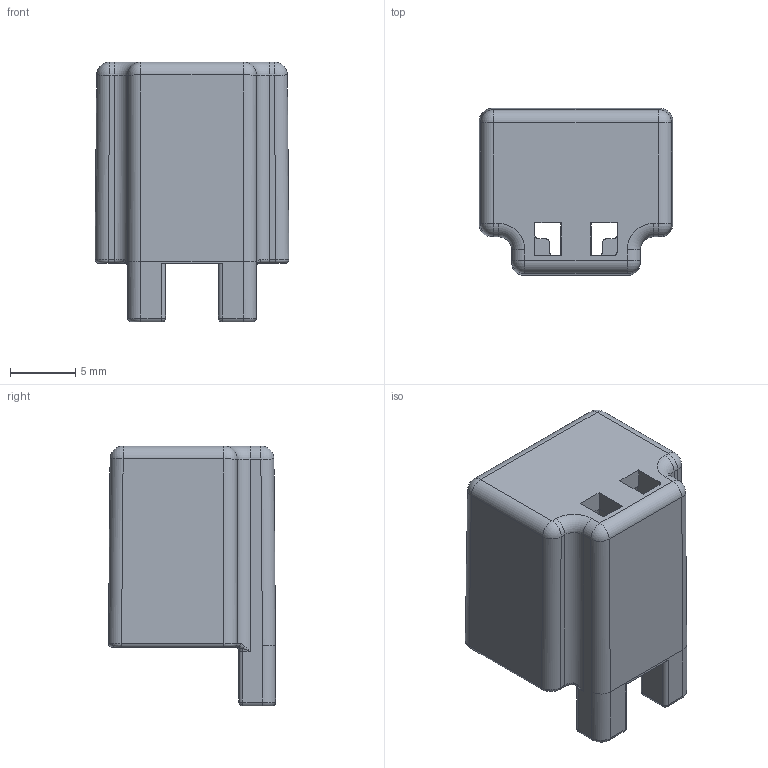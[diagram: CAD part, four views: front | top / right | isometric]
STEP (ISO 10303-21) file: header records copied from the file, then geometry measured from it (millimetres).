
FILE_DESCRIPTION (( 'STEP AP203' ), '1' );
FILE_NAME ('P(090)P20~-e.STEP', '2010-09-21T12:19:20', ( '01180' ), ( 'Yamaichi Electronics Deutschland GmbH' ), 'SwSTEP 2.0', 'SolidWorks 2008', '' );
FILE_SCHEMA (( 'CONFIG_CONTROL_DESIGN' ));
Length unit declared in the file: millimetre
Products named in the file (1): P(090)P20~-e
Bounding box: 14.86 x 12.8 x 19.91 mm (x, y, z)
Volume: 1315.9 mm3; surface area: 1791.8 mm2
Topology: 1 solids, 1 shells, 140 faces, 340 edges, 184 vertices
Faces by surface type: cylinder 65, plane 33, sphere 16, torus 14, bspline 12
Entity records: 4179 total; most frequent: CARTESIAN_POINT 981, DIRECTION 682, ORIENTED_EDGE 648, EDGE_CURVE 324, AXIS2_PLACEMENT_3D 259, VERTEX_POINT 184, VECTOR 164, LINE 164
